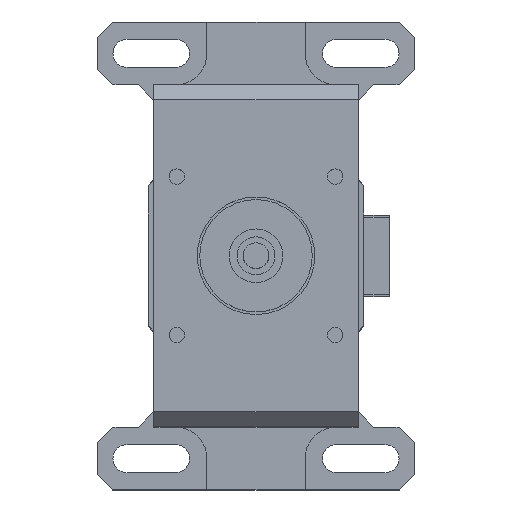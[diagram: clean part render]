
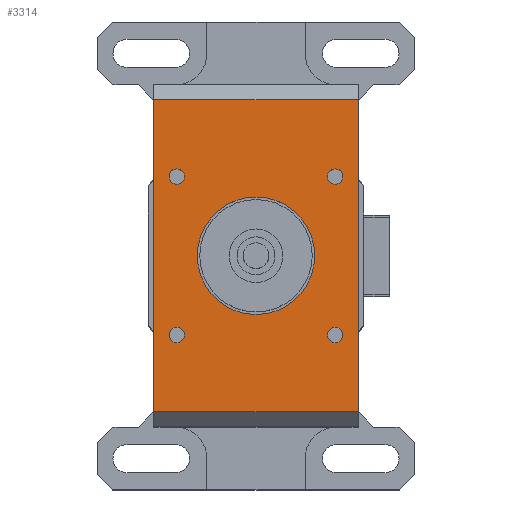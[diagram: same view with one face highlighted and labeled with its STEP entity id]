
A CAD part, top view. The second image highlights one B-rep face of the part: STEP entity #3314.
In plain terms, the highlighted planar face has unit normal (0, 0, 1).
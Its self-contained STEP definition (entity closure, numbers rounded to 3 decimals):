
#128=CIRCLE('',#3619,11.5);
#129=CIRCLE('',#3620,1.5);
#130=CIRCLE('',#3621,1.5);
#131=CIRCLE('',#3622,1.5);
#132=CIRCLE('',#3623,1.5);
#231=FACE_BOUND('',#596,.T.);
#232=FACE_BOUND('',#597,.T.);
#233=FACE_BOUND('',#598,.T.);
#234=FACE_BOUND('',#599,.T.);
#235=FACE_BOUND('',#600,.T.);
#382=FACE_OUTER_BOUND('',#595,.T.);
#595=EDGE_LOOP('',(#2706,#2707,#2708,#2709));
#596=EDGE_LOOP('',(#2710));
#597=EDGE_LOOP('',(#2711));
#598=EDGE_LOOP('',(#2712));
#599=EDGE_LOOP('',(#2713));
#600=EDGE_LOOP('',(#2714));
#862=LINE('',#5285,#1188);
#916=LINE('',#5414,#1242);
#918=LINE('',#5418,#1244);
#919=LINE('',#5419,#1245);
#1188=VECTOR('',#4336,10.);
#1242=VECTOR('',#4442,10.);
#1244=VECTOR('',#4446,10.);
#1245=VECTOR('',#4447,10.);
#1505=VERTEX_POINT('',#5282);
#1506=VERTEX_POINT('',#5284);
#1555=VERTEX_POINT('',#5412);
#1556=VERTEX_POINT('',#5417);
#1557=VERTEX_POINT('',#5420);
#1558=VERTEX_POINT('',#5422);
#1559=VERTEX_POINT('',#5424);
#1560=VERTEX_POINT('',#5426);
#1561=VERTEX_POINT('',#5428);
#1898=EDGE_CURVE('',#1506,#1505,#862,.T.);
#1963=EDGE_CURVE('',#1555,#1505,#916,.T.);
#1965=EDGE_CURVE('',#1555,#1556,#918,.T.);
#1966=EDGE_CURVE('',#1506,#1556,#919,.T.);
#1967=EDGE_CURVE('',#1557,#1557,#128,.T.);
#1968=EDGE_CURVE('',#1558,#1558,#129,.T.);
#1969=EDGE_CURVE('',#1559,#1559,#130,.T.);
#1970=EDGE_CURVE('',#1560,#1560,#131,.T.);
#1971=EDGE_CURVE('',#1561,#1561,#132,.T.);
#2706=ORIENTED_EDGE('',*,*,#1963,.F.);
#2707=ORIENTED_EDGE('',*,*,#1965,.T.);
#2708=ORIENTED_EDGE('',*,*,#1966,.F.);
#2709=ORIENTED_EDGE('',*,*,#1898,.T.);
#2710=ORIENTED_EDGE('',*,*,#1967,.T.);
#2711=ORIENTED_EDGE('',*,*,#1968,.T.);
#2712=ORIENTED_EDGE('',*,*,#1969,.T.);
#2713=ORIENTED_EDGE('',*,*,#1970,.T.);
#2714=ORIENTED_EDGE('',*,*,#1971,.T.);
#3038=PLANE('',#3618);
#3314=ADVANCED_FACE('',(#382,#231,#232,#233,#234,#235),#3038,.T.);
#3618=AXIS2_PLACEMENT_3D('',#5416,#4444,#4445);
#3619=AXIS2_PLACEMENT_3D('',#5421,#4448,#4449);
#3620=AXIS2_PLACEMENT_3D('',#5423,#4450,#4451);
#3621=AXIS2_PLACEMENT_3D('',#5425,#4452,#4453);
#3622=AXIS2_PLACEMENT_3D('',#5427,#4454,#4455);
#3623=AXIS2_PLACEMENT_3D('',#5429,#4456,#4457);
#4336=DIRECTION('',(0.,1.,0.));
#4442=DIRECTION('',(1.,0.,0.));
#4444=DIRECTION('center_axis',(0.,0.,
1.));
#4445=DIRECTION('ref_axis',(-1.,0.,0.));
#4446=DIRECTION('',(0.,-1.,0.));
#4447=DIRECTION('',(-1.,0.,0.));
#4448=DIRECTION('center_axis',(0.,0.,
-1.));
#4449=DIRECTION('ref_axis',(-1.,0.,0.));
#4450=DIRECTION('center_axis',(0.,0.,
-1.));
#4451=DIRECTION('ref_axis',(-1.,0.,0.));
#4452=DIRECTION('center_axis',(0.,0.,
-1.));
#4453=DIRECTION('ref_axis',(-1.,0.,0.));
#4454=DIRECTION('center_axis',(0.,0.,
-1.));
#4455=DIRECTION('ref_axis',(-1.,0.,0.));
#4456=DIRECTION('center_axis',(0.,0.,
-1.));
#4457=DIRECTION('ref_axis',(-1.,0.,0.));
#5282=CARTESIAN_POINT('',(20.,30.5,-19.5));
#5284=CARTESIAN_POINT('',(20.,-30.5,-19.5));
#5285=CARTESIAN_POINT('',(20.,-33.5,-19.5));
#5412=CARTESIAN_POINT('',(-20.,30.5,-19.5));
#5414=CARTESIAN_POINT('',(10.,30.5,-19.5));
#5416=CARTESIAN_POINT('Origin',(0.,0.,
-19.5));
#5417=CARTESIAN_POINT('',(-20.,-30.5,-19.5));
#5418=CARTESIAN_POINT('',(-20.,33.5,-19.5));
#5419=CARTESIAN_POINT('',(-10.,-30.5,-19.5));
#5420=CARTESIAN_POINT('',(11.5,0.,-19.5));
#5421=CARTESIAN_POINT('Origin',(0.,0.,
-19.5));
#5422=CARTESIAN_POINT('',(-14.,15.5,-19.5));
#5423=CARTESIAN_POINT('Origin',(-15.5,15.5,-19.5));
#5424=CARTESIAN_POINT('',(17.,15.5,-19.5));
#5425=CARTESIAN_POINT('Origin',(15.5,15.5,-19.5));
#5426=CARTESIAN_POINT('',(17.,-15.5,-19.5));
#5427=CARTESIAN_POINT('Origin',(15.5,-15.5,-19.5));
#5428=CARTESIAN_POINT('',(-14.,-15.5,-19.5));
#5429=CARTESIAN_POINT('Origin',(-15.5,-15.5,-19.5));
